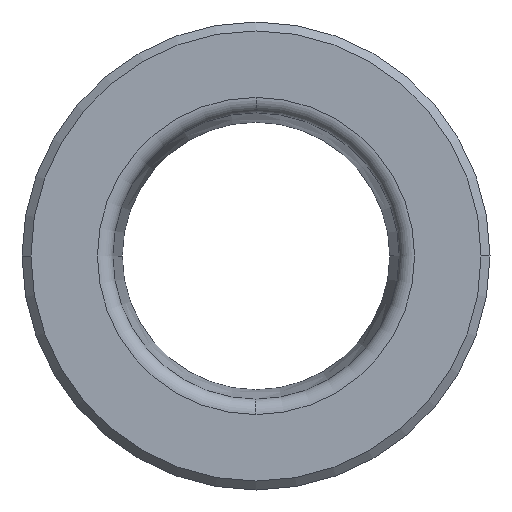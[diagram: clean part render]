
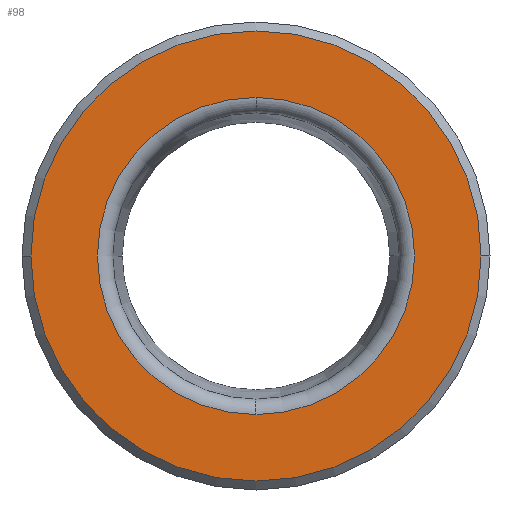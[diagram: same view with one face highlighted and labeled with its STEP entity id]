
A CAD part, left-side view. The second image highlights one B-rep face of the part: STEP entity #98.
In plain terms, the highlighted planar face has unit normal (-1, 0, 0).
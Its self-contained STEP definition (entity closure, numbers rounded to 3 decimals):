
#98 = ADVANCED_FACE( '', ( #149, #150 ), #151, .T. );
#149 = FACE_BOUND( '', #201, .T. );
#150 = FACE_OUTER_BOUND( '', #202, .T. );
#151 = PLANE( '', #203 );
#201 = EDGE_LOOP( '', ( #388, #389, #390 ) );
#202 = EDGE_LOOP( '', ( #391, #392 ) );
#203 = AXIS2_PLACEMENT_3D( '', #393, #394, #395 );
#388 = ORIENTED_EDGE( '', *, *, #438, .F. );
#389 = ORIENTED_EDGE( '', *, *, #437, .F. );
#390 = ORIENTED_EDGE( '', *, *, #442, .F. );
#391 = ORIENTED_EDGE( '', *, *, #399, .T. );
#392 = ORIENTED_EDGE( '', *, *, #455, .T. );
#393 = CARTESIAN_POINT( '', ( 0., 8.608, 0. ) );
#394 = DIRECTION( '', ( -1., 0., 0. ) );
#395 = DIRECTION( '', ( 0., 1., 0. ) );
#399 = EDGE_CURVE( '', #457, #461, #463, .T. );
#437 = EDGE_CURVE( '', #531, #533, #534, .T. );
#438 = EDGE_CURVE( '', #533, #535, #536, .T. );
#442 = EDGE_CURVE( '', #535, #531, #541, .T. );
#455 = EDGE_CURVE( '', #461, #457, #555, .T. );
#457 = VERTEX_POINT( '', #557 );
#461 = VERTEX_POINT( '', #562 );
#463 = CIRCLE( '', #565, 10.1 );
#531 = VERTEX_POINT( '', #643 );
#533 = VERTEX_POINT( '', #645 );
#534 = CIRCLE( '', #646, 7.116 );
#535 = VERTEX_POINT( '', #647 );
#536 = CIRCLE( '', #648, 7.116 );
#541 = CIRCLE( '', #653, 7.116 );
#555 = CIRCLE( '', #667, 10.1 );
#557 = CARTESIAN_POINT( '', ( 0., 10.1, 0. ) );
#562 = CARTESIAN_POINT( '', ( 0., -10.1, 0. ) );
#565 = AXIS2_PLACEMENT_3D( '', #673, #674, #675 );
#643 = CARTESIAN_POINT( '', ( 0., 0., 7.116 ) );
#645 = CARTESIAN_POINT( '', ( 0., 7.116, 0. ) );
#646 = AXIS2_PLACEMENT_3D( '', #767, #768, #769 );
#647 = CARTESIAN_POINT( '', ( 0., 0., -7.116 ) );
#648 = AXIS2_PLACEMENT_3D( '', #770, #771, #772 );
#653 = AXIS2_PLACEMENT_3D( '', #782, #783, #784 );
#667 = AXIS2_PLACEMENT_3D( '', #821, #822, #823 );
#673 = CARTESIAN_POINT( '', ( 0., 0., 0. ) );
#674 = DIRECTION( '', ( -1., 0., 0. ) );
#675 = DIRECTION( '', ( 0., 1., 0. ) );
#767 = CARTESIAN_POINT( '', ( 0., 0., 0. ) );
#768 = DIRECTION( '', ( -1., 0., 0. ) );
#769 = DIRECTION( '', ( 0., 1., 0. ) );
#770 = CARTESIAN_POINT( '', ( 0., 0., 0. ) );
#771 = DIRECTION( '', ( -1., 0., 0. ) );
#772 = DIRECTION( '', ( 0., 1., 0. ) );
#782 = CARTESIAN_POINT( '', ( 0., 0., 0. ) );
#783 = DIRECTION( '', ( -1., 0., 0. ) );
#784 = DIRECTION( '', ( 0., 1., 0. ) );
#821 = CARTESIAN_POINT( '', ( 0., 0., 0. ) );
#822 = DIRECTION( '', ( -1., 0., 0. ) );
#823 = DIRECTION( '', ( 0., 1., 0. ) );
